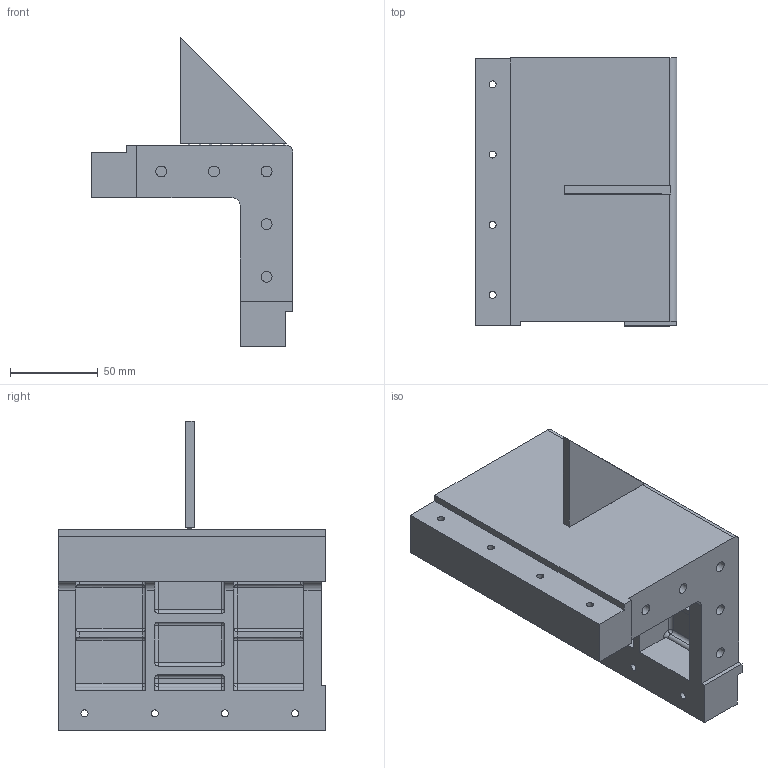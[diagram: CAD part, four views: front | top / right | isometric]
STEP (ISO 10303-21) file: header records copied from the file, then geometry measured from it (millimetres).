
FILE_DESCRIPTION(/* description */ (''),/* implementation_level */ '2;1');
FILE_NAME(/* name */ '',/* time_stamp */ '2025-05-03T18:26:12+03:00',/* author */ ('I9232'),/* organization */ (''),/* preprocessor_version */ 'ST-DEVELOPER v19.2',/* originating_system */ 'Autodesk Inventor 2023',/* authorisation */ '');
FILE_SCHEMA (('AUTOMOTIVE_DESIGN { 1 0 10303 214 3 1 1 }'));
Length unit declared in the file: millimetre
Products named in the file (1): Столбик
Bounding box: 115 x 152.5 x 176.6 mm (x, y, z)
Volume: 469356.4 mm3; surface area: 134065.9 mm2
Topology: 1 solids, 1 shells, 332 faces, 813 edges, 511 vertices
Faces by surface type: cylinder 149, plane 131, sphere 44, torus 8
Full cylindrical faces by diameter (mm): 4 x8, 6.2 x10
Entity records: 10068 total; most frequent: DIRECTION 1741, CARTESIAN_POINT 1641, ORIENTED_EDGE 1590, EDGE_CURVE 795, AXIS2_PLACEMENT_3D 611, LINE 519, VECTOR 519, VERTEX_POINT 470
